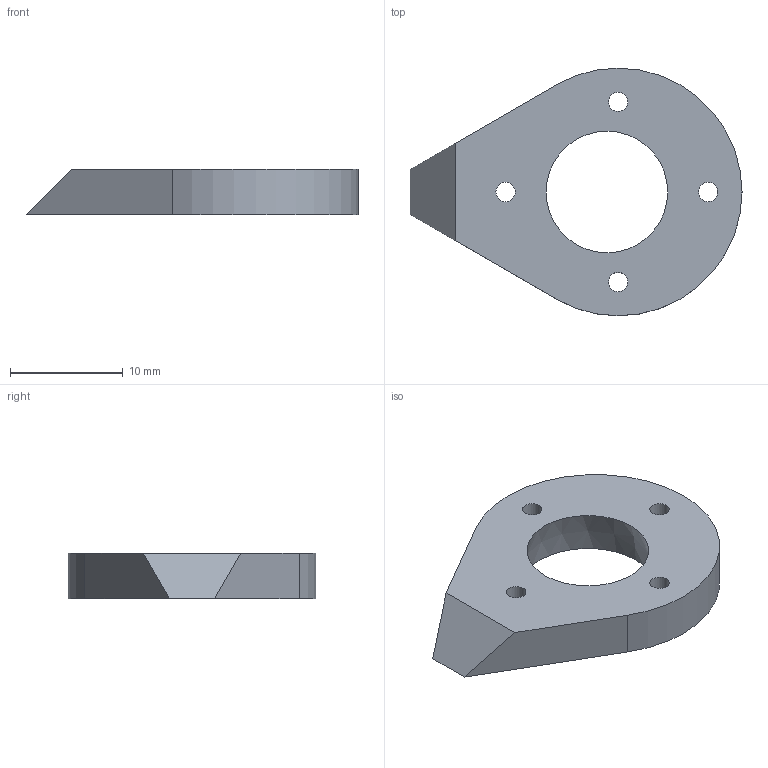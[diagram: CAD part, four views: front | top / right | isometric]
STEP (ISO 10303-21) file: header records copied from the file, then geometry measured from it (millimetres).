
FILE_DESCRIPTION(/* description */ (''),/* implementation_level */ '2;1');
FILE_NAME(/* name */ 'HeimJoint.ipt.stp',/* time_stamp */ '2021-06-20T10:01:50-05:00',/* author */ ('svale'),/* organization */ (''),/* preprocessor_version */ 'ST-DEVELOPER v18.1',/* originating_system */ 'Autodesk Inventor 2021',/* authorisation */ '');
FILE_SCHEMA (('AUTOMOTIVE_DESIGN { 1 0 10303 214 3 1 1 }'));
Length unit declared in the file: millimetre
Products named in the file (1): HeimJoint
Bounding box: 29.49 x 22 x 4 mm (x, y, z)
Volume: 1317.6 mm3; surface area: 1218.3 mm2
Topology: 1 solids, 1 shells, 11 faces, 33 edges, 25 vertices
Faces by surface type: cylinder 5, plane 5, bspline 1
Full cylindrical faces by diameter (mm): 1.713 x4
Entity records: 489 total; most frequent: CARTESIAN_POINT 95, DIRECTION 74, ORIENTED_EDGE 62, EDGE_CURVE 31, AXIS2_PLACEMENT_3D 30, VERTEX_POINT 22, EDGE_LOOP 21, CIRCLE 19
